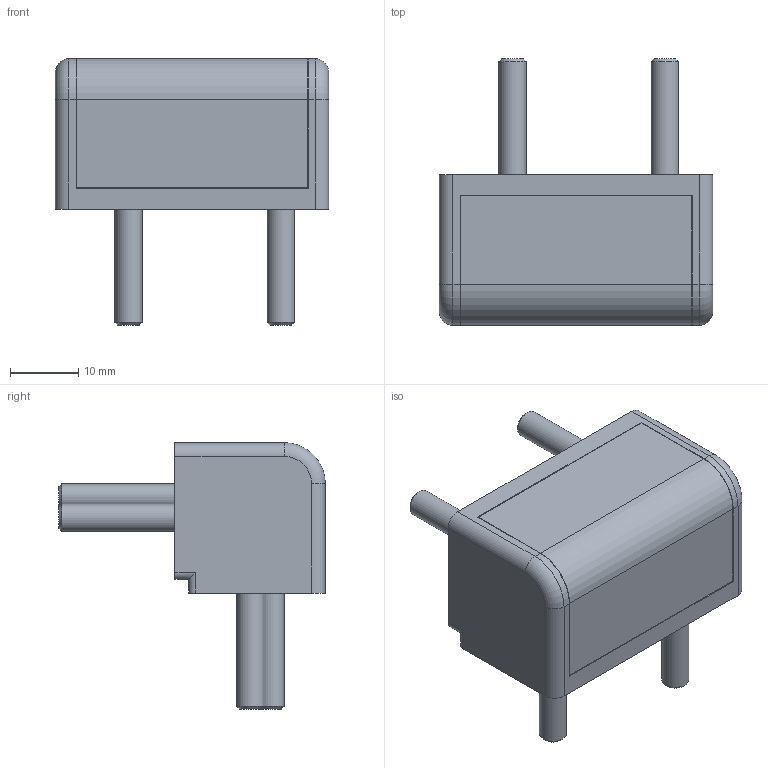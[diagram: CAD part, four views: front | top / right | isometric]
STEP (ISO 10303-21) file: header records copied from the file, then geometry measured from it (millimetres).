
FILE_DESCRIPTION(/* description */ (''),/* implementation_level */ '2;1');
FILE_NAME(/* name */ '14092_KriTec_Rahmenprofil_Eckverbindungssatz_8_40x20.stp',/* time_stamp */ '2018-04-30T15:27:50+02:00',/* author */ ('kostic'),/* organization */ (''),/* preprocessor_version */ 'ST-DEVELOPER v16.1',/* originating_system */ 'Autodesk Inventor 2016',/* authorisation */ '');
FILE_SCHEMA (('AUTOMOTIVE_DESIGN { 1 0 10303 214 3 1 1 }'));
Length unit declared in the file: millimetre
Products named in the file (4): Kappe; Eckverbinder; DIN 7984 - M4 x 20x 8.8; 14092_KriTec_Rahmenprofil_Eckverbindungssatz_8_40x20
Assembly tree (6 placements, depth 2):
  14092_KriTec_Rahmenprofil_Eckverbindungssatz_8_40x20
    Kappe
    Eckverbinder
    DIN 7984 - M4 x 20x 8.8  x4
Bounding box: 40 x 39 x 39 mm (x, y, z)
Volume: 10074.1 mm3; surface area: 9586.8 mm2
Topology: 6 solids, 6 shells, 148 faces, 378 edges, 243 vertices
Faces by surface type: plane 88, cylinder 39, torus 13, cone 8
Full cylindrical faces by diameter (mm): 3.6 x1, 4 x4, 6.8 x1, 7 x4
Entity records: 3505 total; most frequent: CARTESIAN_POINT 666, DIRECTION 579, ORIENTED_EDGE 546, EDGE_CURVE 273, AXIS2_PLACEMENT_3D 209, VERTEX_POINT 182, LINE 161, VECTOR 161
